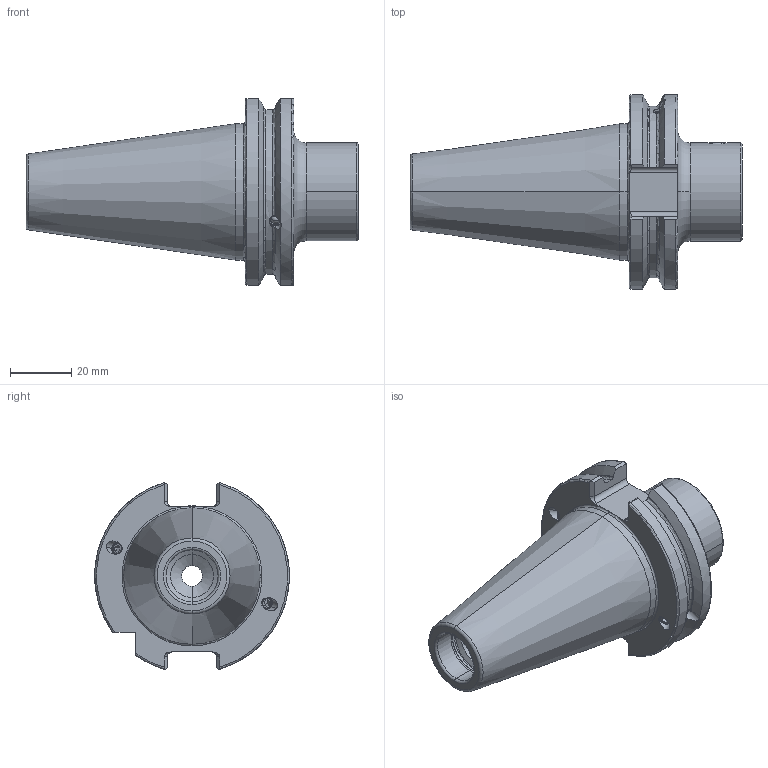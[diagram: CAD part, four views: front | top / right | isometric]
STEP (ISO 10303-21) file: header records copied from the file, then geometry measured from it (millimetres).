
FILE_DESCRIPTION (( 'STEP AP203' ), '1' );
FILE_NAME ('SB4-ST3.K01.040.STEP', '2016-02-12T09:24:42', ( 'SWIAdmin' ), ( 'Hewlett-Packard Company' ), 'SwSTEP 2.0', 'SolidWorks 2015', '' );
FILE_SCHEMA (( 'CONFIG_CONTROL_DESIGN' ));
Length unit declared in the file: millimetre
Products named in the file (5): SB4-ST3.K01.040_B_mit Bundk”lung; ST3-ER1.001.008_A; KVT_MB_600_040; ISO 4026 - M4 x 4_PreviewCfg; SB4-ST3.K01.040
Assembly tree (6 placements, depth 2):
  SB4-ST3.K01.040
    SB4-ST3.K01.040_B_mit Bundk”lung
    ST3-ER1.001.008_A
    KVT_MB_600_040  x2
    ISO 4026 - M4 x 4_PreviewCfg  x2
Bounding box: 108.25 x 63.5 x 60.94 mm (x, y, z)
Volume: 115438.8 mm3; surface area: 23895.6 mm2
Topology: 8 solids, 8 shells, 279 faces, 688 edges, 414 vertices
Faces by surface type: cone 86, cylinder 78, plane 72, torus 35, bspline 4, sphere 4
Entity records: 8300 total; most frequent: CARTESIAN_POINT 2332, ORIENTED_EDGE 1160, DIRECTION 1116, EDGE_CURVE 580, AXIS2_PLACEMENT_3D 438, VERTEX_POINT 355, EDGE_LOOP 245, VECTOR 240
